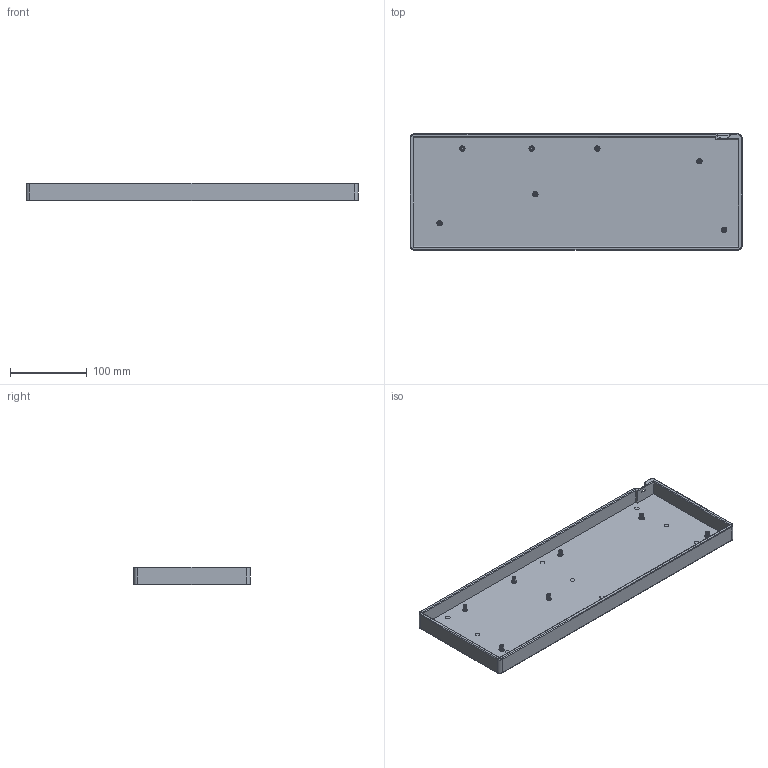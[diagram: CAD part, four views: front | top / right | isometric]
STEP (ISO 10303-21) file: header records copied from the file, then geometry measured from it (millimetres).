
FILE_DESCRIPTION(/* description */ (''),/* implementation_level */ '2;1');
FILE_NAME(/* name */ 'keyboard_case.step',/* time_stamp */ '2025-07-02T11:53:09+02:00',/* author */ (''),/* organization */ (''),/* preprocessor_version */ 'ST-DEVELOPER v20.1',/* originating_system */ 'Autodesk Translation Framework v14.4.0.0',/* authorisation */ '');
FILE_SCHEMA (('AUTOMOTIVE_DESIGN { 1 0 10303 214 3 1 1 }'));
Length unit declared in the file: millimetre
Products named in the file (1): (Unsaved)
Bounding box: 433.47 x 151.83 x 23 mm (x, y, z)
Volume: 311848.7 mm3; surface area: 181071.9 mm2
Topology: 1 solids, 1 shells, 355 faces, 952 edges, 622 vertices
Faces by surface type: cylinder 272, plane 48, torus 21, bspline 14
Full cylindrical faces by diameter (mm): 2.175 x49, 2.675 x34, 5 x7, 6 x9
Entity records: 23965 total; most frequent: CARTESIAN_POINT 15874, ORIENTED_EDGE 1904, DIRECTION 1335, EDGE_CURVE 952, VERTEX_POINT 622, AXIS2_PLACEMENT_3D 505, B_SPLINE_CURVE_WITH_KNOTS 464, EDGE_LOOP 380
